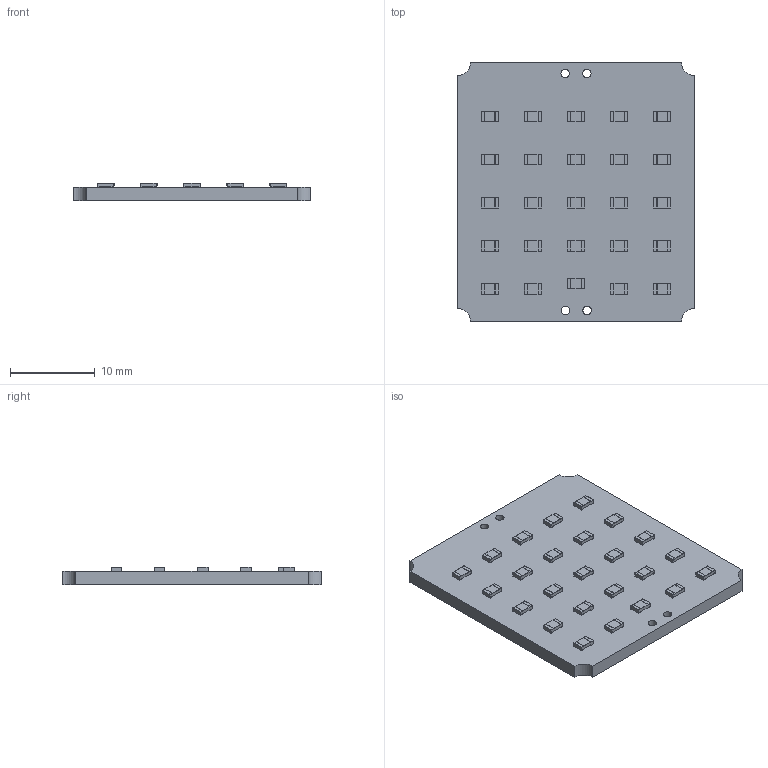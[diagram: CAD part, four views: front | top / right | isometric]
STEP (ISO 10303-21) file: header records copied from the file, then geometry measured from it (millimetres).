
FILE_DESCRIPTION(('FreeCAD Model'),'2;1');
FILE_NAME('Backlight.step','2018-03-20T22:02:26' ,('kicad StepUp'),('ksu MCAD'),'Open CASCADE STEP processor 6.8', 'FreeCAD','Unknown');
FILE_SCHEMA(('AUTOMOTIVE_DESIGN_CC2 { 1 2 10303 214 -1 1 5 4 }'));
Length unit declared in the file: millimetre
Products named in the file (27): ASSEMBLY; Pcb; r_0805_h078_; r_0805_h078_001; r_0805_h078_002; r_0805_h078_003; r_0805_h078_004; r_0805_h078_005; r_0805_h078_006; r_0805_h078_007; r_0805_h078_008; r_0805_h078_009; r_0805_h078_010; r_0805_h078_011; r_0805_h078_012; r_0805_h078_013; r_0805_h078_014; r_0805_h078_015; r_0805_h078_016; r_0805_h078_017; r_0805_h078_018; r_0805_h078_019; r_0805_h078_020; r_0805_h078_021; r_0805_h078_022; r_0805_h078_023; r_0805_h078_024
Assembly tree (26 placements, depth 2):
  ASSEMBLY
    Pcb
    r_0805_h078_
    r_0805_h078_001
    r_0805_h078_002
    r_0805_h078_003
    r_0805_h078_004
    r_0805_h078_005
    r_0805_h078_006
    r_0805_h078_007
    r_0805_h078_008
    r_0805_h078_009
    r_0805_h078_010
    r_0805_h078_011
    r_0805_h078_012
    r_0805_h078_013
    r_0805_h078_014
    r_0805_h078_015
    r_0805_h078_016
    r_0805_h078_017
    r_0805_h078_018
    r_0805_h078_019
    r_0805_h078_020
    r_0805_h078_021
    r_0805_h078_022
    r_0805_h078_023
    r_0805_h078_024
Bounding box: 27.94 x 30.48 x 2.1 mm (x, y, z)
Volume: 1375.2 mm3; surface area: 2091.9 mm2
Topology: 26 solids, 26 shells, 714 faces, 1986 edges, 1324 vertices
Faces by surface type: plane 506, cylinder 208
Full cylindrical faces by diameter (mm): 1 x4
Entity records: 54611 total; most frequent: CARTESIAN_POINT 9271, DIRECTION 7648, LINE 5126, VECTOR 5126, ORIENTED_EDGE 3972, PCURVE 3972, DEFINITIONAL_REPRESENTATION 3972, EDGE_CURVE 1986
